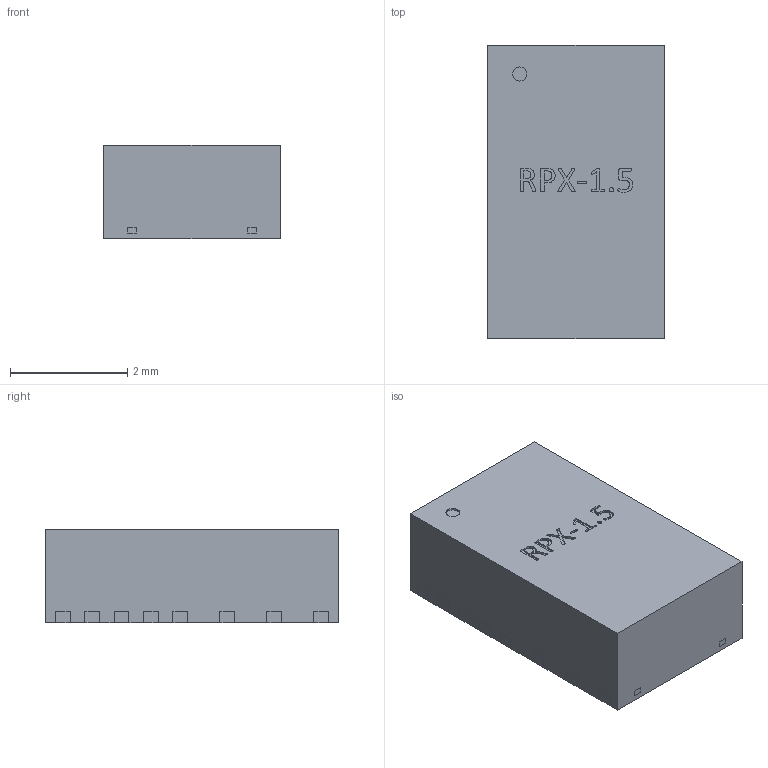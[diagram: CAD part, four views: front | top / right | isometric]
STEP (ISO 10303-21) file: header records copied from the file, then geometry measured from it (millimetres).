
FILE_DESCRIPTION (( 'STEP AP214' ), '1' );
FILE_NAME ('RPX-1.5_3D_20200526.step', '2020-05-26T07:09:23', ( '' ), ( '' ), 'SwSTEP 2.0', 'SolidWorks 2019', '' );
FILE_SCHEMA (( 'AUTOMOTIVE_DESIGN' ));
Length unit declared in the file: millimetre
Products named in the file (1): RPX-1.5_3D_20200526
Bounding box: 3 x 5 x 1.6 mm (x, y, z)
Volume: 24 mm3; surface area: 97.1 mm2
Topology: 11 solids, 11 shells, 633 faces, 1823 edges, 1214 vertices
Faces by surface type: plane 465, cylinder 110, bspline 58
Entity records: 23121 total; most frequent: CARTESIAN_POINT 6377, ORIENTED_EDGE 3646, DIRECTION 3087, EDGE_CURVE 1823, LINE 1479, VECTOR 1479, VERTEX_POINT 1214, AXIS2_PLACEMENT_3D 804
